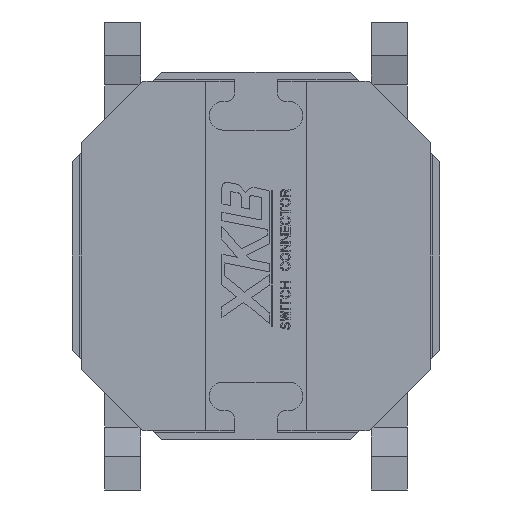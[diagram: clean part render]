
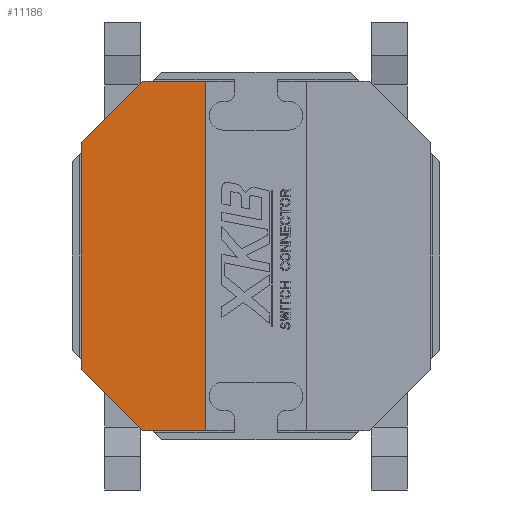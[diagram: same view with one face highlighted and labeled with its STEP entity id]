
A CAD part, front view. The second image highlights one B-rep face of the part: STEP entity #11186.
In plain terms, the highlighted planar face has unit normal (0, -1, 0).
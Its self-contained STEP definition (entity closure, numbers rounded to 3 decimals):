
#2825=DIRECTION('',(0.,0.,-1.));
#2826=VECTOR('',#2825,4.86);
#2827=CARTESIAN_POINT('',(-0.7,0.,2.43));
#2828=LINE('',#2827,#2826);
#2829=DIRECTION('',(1.,0.,0.));
#2830=VECTOR('',#2829,0.87);
#2831=CARTESIAN_POINT('',(-1.57,0.,-2.43));
#2832=LINE('',#2831,#2830);
#2833=DIRECTION('',(0.707,0.,-0.707));
#2834=VECTOR('',#2833,1.216);
#2835=CARTESIAN_POINT('',(-2.43,0.,-1.57));
#2836=LINE('',#2835,#2834);
#2837=DIRECTION('',(0.,0.,-1.));
#2838=VECTOR('',#2837,3.14);
#2839=CARTESIAN_POINT('',(-2.43,0.,1.57));
#2840=LINE('',#2839,#2838);
#2841=DIRECTION('',(-0.707,0.,-0.707));
#2842=VECTOR('',#2841,1.216);
#2843=CARTESIAN_POINT('',(-1.57,0.,2.43));
#2844=LINE('',#2843,#2842);
#2845=DIRECTION('',(-1.,0.,0.));
#2846=VECTOR('',#2845,0.87);
#2847=CARTESIAN_POINT('',(-0.7,0.,2.43));
#2848=LINE('',#2847,#2846);
#6701=CARTESIAN_POINT('',(-2.43,0.,-1.57));
#6702=CARTESIAN_POINT('',(-1.57,0.,-2.43));
#6703=VERTEX_POINT('',#6701);
#6704=VERTEX_POINT('',#6702);
#6713=CARTESIAN_POINT('',(-1.57,0.,2.43));
#6714=CARTESIAN_POINT('',(-2.43,0.,1.57));
#6715=VERTEX_POINT('',#6713);
#6716=VERTEX_POINT('',#6714);
#6981=CARTESIAN_POINT('',(-0.7,0.,-2.43));
#6983=VERTEX_POINT('',#6981);
#6989=CARTESIAN_POINT('',(-0.7,0.,2.43));
#6991=VERTEX_POINT('',#6989);
#11171=CARTESIAN_POINT('',(0.,0.,0.));
#11172=DIRECTION('',(0.,1.,0.));
#11173=DIRECTION('',(1.,0.,0.));
#11174=AXIS2_PLACEMENT_3D('',#11171,#11172,#11173);
#11175=PLANE('',#11174);
#11177=ORIENTED_EDGE('',*,*,#11176,.T.);
#11178=ORIENTED_EDGE('',*,*,#10747,.F.);
#11180=ORIENTED_EDGE('',*,*,#11179,.F.);
#11181=ORIENTED_EDGE('',*,*,#11136,.F.);
#11182=ORIENTED_EDGE('',*,*,#11151,.F.);
#11183=ORIENTED_EDGE('',*,*,#10779,.F.);
#11184=EDGE_LOOP('',(#11177,#11178,#11180,#11181,#11182,#11183));
#11185=FACE_OUTER_BOUND('',#11184,.F.);
#10747=EDGE_CURVE('',#6704,#6983,#2832,.T.);
#10779=EDGE_CURVE('',#6991,#6715,#2848,.T.);
#11136=EDGE_CURVE('',#6716,#6703,#2840,.T.);
#11151=EDGE_CURVE('',#6715,#6716,#2844,.T.);
#11176=EDGE_CURVE('',#6991,#6983,#2828,.T.);
#11179=EDGE_CURVE('',#6703,#6704,#2836,.T.);
#11186=ADVANCED_FACE('',(#11185),#11175,.F.);
